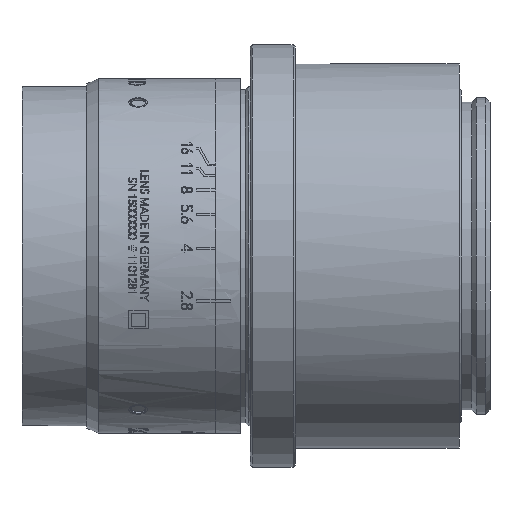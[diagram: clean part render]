
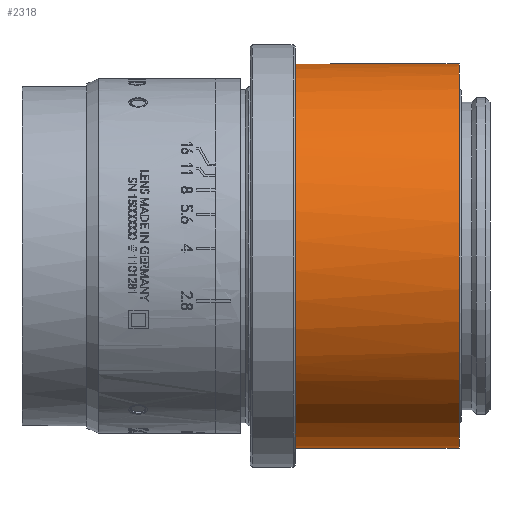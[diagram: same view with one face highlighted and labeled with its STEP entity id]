
A CAD part, front view. The second image highlights one B-rep face of the part: STEP entity #2318.
In plain terms, the highlighted cylindrical face has radius 25.5 mm (diameter 51 mm), a full revolution.
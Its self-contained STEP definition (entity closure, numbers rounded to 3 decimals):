
#1225=CYLINDRICAL_SURFACE('',#9848,25.5);
#2318=ADVANCED_FACE('',(#2797,#2798),#1225,.T.);
#2797=FACE_BOUND('',#3300,.T.);
#2798=FACE_BOUND('',#3301,.T.);
#3300=EDGE_LOOP('',(#4628,#4629,#4630,#4631,#4632,#4633,#4634,#4635,#4636,
#4637));
#3301=EDGE_LOOP('',(#4638));
#4628=ORIENTED_EDGE('',*,*,#8341,.T.);
#4629=ORIENTED_EDGE('',*,*,#8300,.T.);
#4630=ORIENTED_EDGE('',*,*,#8340,.T.);
#4631=ORIENTED_EDGE('',*,*,#8307,.T.);
#4632=ORIENTED_EDGE('',*,*,#8339,.T.);
#4633=ORIENTED_EDGE('',*,*,#8305,.T.);
#4634=ORIENTED_EDGE('',*,*,#8343,.T.);
#4635=ORIENTED_EDGE('',*,*,#8303,.T.);
#4636=ORIENTED_EDGE('',*,*,#8342,.T.);
#4637=ORIENTED_EDGE('',*,*,#8301,.T.);
#4638=ORIENTED_EDGE('',*,*,#8338,.F.);
#6893=VERTEX_POINT('',#13227);
#6894=VERTEX_POINT('',#13229);
#6896=VERTEX_POINT('',#13238);
#6897=VERTEX_POINT('',#13240);
#6898=VERTEX_POINT('',#13242);
#6899=VERTEX_POINT('',#13244);
#6900=VERTEX_POINT('',#13246);
#6901=VERTEX_POINT('',#13248);
#6902=VERTEX_POINT('',#13250);
#6903=VERTEX_POINT('',#13252);
#6920=VERTEX_POINT('',#13345);
#8300=EDGE_CURVE('',#6894,#6896,#9441,.T.);
#8301=EDGE_CURVE('',#6897,#6893,#9442,.T.);
#8303=EDGE_CURVE('',#6899,#6898,#9444,.T.);
#8305=EDGE_CURVE('',#6901,#6900,#9446,.T.);
#8307=EDGE_CURVE('',#6903,#6902,#9448,.T.);
#8338=EDGE_CURVE('',#6920,#6920,#9468,.T.);
#8339=EDGE_CURVE('',#6902,#6901,#9469,.T.);
#8340=EDGE_CURVE('',#6896,#6903,#9470,.T.);
#8341=EDGE_CURVE('',#6893,#6894,#9471,.T.);
#8342=EDGE_CURVE('',#6898,#6897,#9472,.T.);
#8343=EDGE_CURVE('',#6900,#6899,#9473,.T.);
#9441=CIRCLE('',#9795,25.5);
#9442=CIRCLE('',#9796,25.5);
#9444=CIRCLE('',#9798,25.5);
#9446=CIRCLE('',#9800,25.5);
#9448=CIRCLE('',#9802,25.5);
#9468=CIRCLE('',#9840,25.5);
#9469=CIRCLE('',#9842,25.5);
#9470=CIRCLE('',#9843,25.5);
#9471=CIRCLE('',#9844,25.5);
#9472=CIRCLE('',#9845,25.5);
#9473=CIRCLE('',#9846,25.5);
#9795=AXIS2_PLACEMENT_3D('',#13237,#10802,#10803);
#9796=AXIS2_PLACEMENT_3D('',#13239,#10804,#10805);
#9798=AXIS2_PLACEMENT_3D('',#13243,#10808,#10809);
#9800=AXIS2_PLACEMENT_3D('',#13247,#10812,#10813);
#9802=AXIS2_PLACEMENT_3D('',#13251,#10816,#10817);
#9840=AXIS2_PLACEMENT_3D('',#13344,#10896,#10897);
#9842=AXIS2_PLACEMENT_3D('',#13347,#10900,#10901);
#9843=AXIS2_PLACEMENT_3D('',#13348,#10902,#10903);
#9844=AXIS2_PLACEMENT_3D('',#13349,#10904,#10905);
#9845=AXIS2_PLACEMENT_3D('',#13350,#10906,#10907);
#9846=AXIS2_PLACEMENT_3D('',#13351,#10908,#10909);
#9848=AXIS2_PLACEMENT_3D('',#13353,#10912,#10913);
#10802=DIRECTION('',(1.,0.,0.));
#10803=DIRECTION('',(0.,0.,-1.));
#10804=DIRECTION('',(1.,0.,0.));
#10805=DIRECTION('',(0.,0.,-1.));
#10808=DIRECTION('',(1.,0.,0.));
#10809=DIRECTION('',(0.,0.,-1.));
#10812=DIRECTION('',(1.,0.,0.));
#10813=DIRECTION('',(0.,0.,-1.));
#10816=DIRECTION('',(1.,0.,0.));
#10817=DIRECTION('',(0.,0.,-1.));
#10896=DIRECTION('',(1.,0.,0.));
#10897=DIRECTION('',(0.,0.,-1.));
#10900=DIRECTION('',(1.,0.,0.));
#10901=DIRECTION('',(0.,0.,-1.));
#10902=DIRECTION('',(1.,0.,0.));
#10903=DIRECTION('',(0.,0.,-1.));
#10904=DIRECTION('',(1.,0.,0.));
#10905=DIRECTION('',(0.,0.,-1.));
#10906=DIRECTION('',(1.,0.,0.));
#10907=DIRECTION('',(0.,0.,-1.));
#10908=DIRECTION('',(1.,0.,0.));
#10909=DIRECTION('',(0.,0.,-1.));
#10912=DIRECTION('',(1.,0.,0.));
#10913=DIRECTION('',(0.,0.,-1.));
#13227=CARTESIAN_POINT('',(-42.,5.895,-24.809));
#13229=CARTESIAN_POINT('',(-42.,9.813,-23.536));
#13237=CARTESIAN_POINT('',(-42.,0.,0.));
#13238=CARTESIAN_POINT('',(-42.,25.489,-0.75));
#13239=CARTESIAN_POINT('',(-42.,0.,0.));
#13240=CARTESIAN_POINT('',(-42.,-19.352,-16.606));
#13242=CARTESIAN_POINT('',(-42.,-21.773,-13.273));
#13243=CARTESIAN_POINT('',(-42.,0.,0.));
#13244=CARTESIAN_POINT('',(-42.,-21.773,13.273));
#13246=CARTESIAN_POINT('',(-42.,-19.352,16.606));
#13247=CARTESIAN_POINT('',(-42.,0.,0.));
#13248=CARTESIAN_POINT('',(-42.,5.895,24.809));
#13250=CARTESIAN_POINT('',(-42.,9.813,23.536));
#13251=CARTESIAN_POINT('',(-42.,0.,0.));
#13252=CARTESIAN_POINT('',(-42.,25.489,0.75));
#13344=CARTESIAN_POINT('',(-20.3,0.,0.));
#13345=CARTESIAN_POINT('',(-20.3,0.,-25.5));
#13347=CARTESIAN_POINT('',(-42.,0.,0.));
#13348=CARTESIAN_POINT('',(-42.,0.,0.));
#13349=CARTESIAN_POINT('',(-42.,0.,0.));
#13350=CARTESIAN_POINT('',(-42.,0.,0.));
#13351=CARTESIAN_POINT('',(-42.,0.,0.));
#13353=CARTESIAN_POINT('',(-20.,0.,0.));
